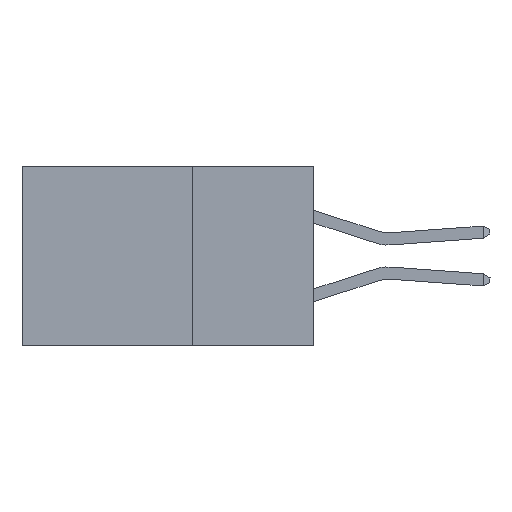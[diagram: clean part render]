
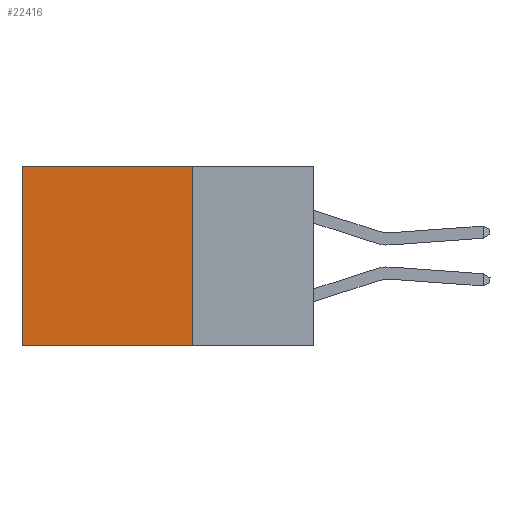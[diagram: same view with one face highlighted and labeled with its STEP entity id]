
A CAD part, left-side view. The second image highlights one B-rep face of the part: STEP entity #22416.
In plain terms, the highlighted planar face has unit normal (-1, 0, 0).
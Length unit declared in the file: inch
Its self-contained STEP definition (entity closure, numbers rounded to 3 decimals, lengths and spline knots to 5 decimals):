
#83 = DIRECTION ( 'NONE',  ( 0., 0., -1. ) ) ;
#926 = AXIS2_PLACEMENT_3D ( 'NONE', #17050, #6787, #7112 ) ;
#1055 = DIRECTION ( 'NONE',  ( 0., 1., 0. ) ) ;
#1153 = CARTESIAN_POINT ( 'NONE',  ( 0.2875, 0.6, -0.37 ) ) ;
#1222 = LINE ( 'NONE', #28258, #26068 ) ;
#1485 = ORIENTED_EDGE ( 'NONE', *, *, #5255, .T. ) ;
#3277 = EDGE_CURVE ( 'NONE', #17870, #32113, #20295, .T. ) ;
#3410 = DIRECTION ( 'NONE',  ( 0., 1., 0. ) ) ;
#5255 = EDGE_CURVE ( 'NONE', #26908, #17870, #1222, .T. ) ;
#5698 = CARTESIAN_POINT ( 'NONE',  ( 0.2875, 0.25, -0.37 ) ) ;
#6787 = DIRECTION ( 'NONE',  ( 1., 0., 0. ) ) ;
#7112 = DIRECTION ( 'NONE',  ( 0., 0., -1. ) ) ;
#7131 = VECTOR ( 'NONE', #83, 39.37008 ) ;
#9726 = FACE_OUTER_BOUND ( 'NONE', #15820, .T. ) ;
#9869 = CARTESIAN_POINT ( 'NONE',  ( 0.2875, 0.6, 0. ) ) ;
#11408 = ORIENTED_EDGE ( 'NONE', *, *, #24123, .F. ) ;
#12603 = VERTEX_POINT ( 'NONE', #18907 ) ;
#13609 = DIRECTION ( 'NONE',  ( 0., 0., -1. ) ) ;
#15820 = EDGE_LOOP ( 'NONE', ( #27883, #24298, #11408, #1485 ) ) ;
#17044 = VECTOR ( 'NONE', #13609, 39.37008 ) ;
#17050 = CARTESIAN_POINT ( 'NONE',  ( 0.2875, 0.25, 0. ) ) ;
#17608 = CARTESIAN_POINT ( 'NONE',  ( 0.2875, 0.25, 0. ) ) ;
#17870 = VERTEX_POINT ( 'NONE', #19904 ) ;
#18513 = LINE ( 'NONE', #21600, #17044 ) ;
#18907 = CARTESIAN_POINT ( 'NONE',  ( 0.2875, 0.25, -0.37 ) ) ;
#19494 = EDGE_CURVE ( 'NONE', #12603, #32113, #25271, .T. ) ;
#19904 = CARTESIAN_POINT ( 'NONE',  ( 0.2875, 0.6, 0. ) ) ;
#20212 = VECTOR ( 'NONE', #3410, 39.37008 ) ;
#20295 = LINE ( 'NONE', #9869, #7131 ) ;
#21600 = CARTESIAN_POINT ( 'NONE',  ( 0.2875, 0.25, 0. ) ) ;
#21792 = PLANE ( 'NONE',  #926 ) ;
#22416 = ADVANCED_FACE ( 'NONE', ( #9726 ), #21792, .F. ) ;
#24123 = EDGE_CURVE ( 'NONE', #26908, #12603, #18513, .T. ) ;
#24298 = ORIENTED_EDGE ( 'NONE', *, *, #19494, .F. ) ;
#25271 = LINE ( 'NONE', #5698, #20212 ) ;
#26068 = VECTOR ( 'NONE', #1055, 39.37008 ) ;
#26908 = VERTEX_POINT ( 'NONE', #17608 ) ;
#27883 = ORIENTED_EDGE ( 'NONE', *, *, #3277, .T. ) ;
#28258 = CARTESIAN_POINT ( 'NONE',  ( 0.2875, 0.25, 0. ) ) ;
#32113 = VERTEX_POINT ( 'NONE', #1153 ) ;
